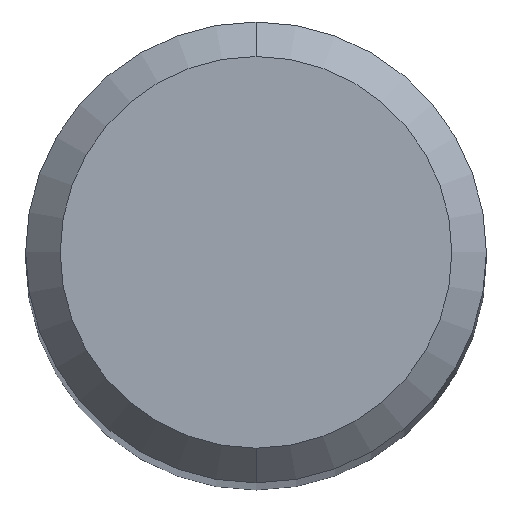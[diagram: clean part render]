
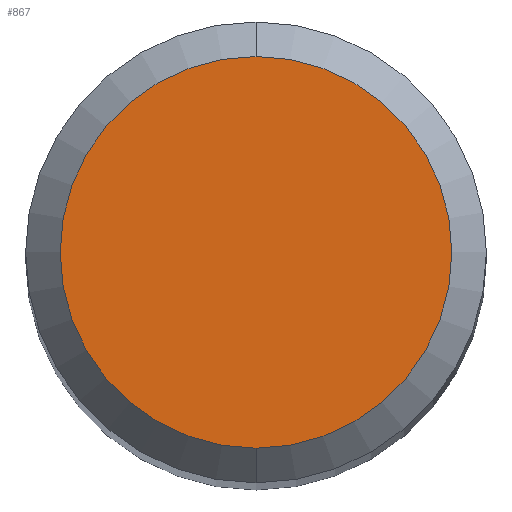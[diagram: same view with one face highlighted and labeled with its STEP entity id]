
A CAD part, top view. The second image highlights one B-rep face of the part: STEP entity #867.
In plain terms, the highlighted planar face has unit normal (0, 0, 1).
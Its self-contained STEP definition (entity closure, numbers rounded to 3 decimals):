
#387=EDGE_CURVE('',#517,#883,#985,.T.);
#517=VERTEX_POINT('',#1127);
#867=ADVANCED_FACE('',(#1516),#1517,.T.);
#883=VERTEX_POINT('',#1533);
#885=EDGE_CURVE('',#883,#517,#1535,.T.);
#985=CIRCLE('',#1759,1.7);
#1127=CARTESIAN_POINT('',(0.,-1.7,0.0));
#1516=FACE_OUTER_BOUND('',#4252,.T.);
#1517=PLANE('',#4253);
#1533=CARTESIAN_POINT('',(0.0,1.7,0.0));
#1535=CIRCLE('',#4309,1.7);
#1759=AXIS2_PLACEMENT_3D('',#4369,#4370,#4371);
#4252=EDGE_LOOP('',(#4996,#4997));
#4253=AXIS2_PLACEMENT_3D('',#4998,#4999,#5000);
#4309=AXIS2_PLACEMENT_3D('',#5005,#5006,#5007);
#4369=CARTESIAN_POINT('',(0.0,0.0,0.0));
#4370=DIRECTION('',(0.0,0.0,-1.0));
#4371=DIRECTION('',(0.0,1.0,0.0));
#4996=ORIENTED_EDGE('',*,*,#885,.F.);
#4997=ORIENTED_EDGE('',*,*,#387,.F.);
#4998=CARTESIAN_POINT('',(0.0,0.85,0.0));
#4999=DIRECTION('',(-0.0,0.0,1.0));
#5000=DIRECTION('',(0.0,-1.0,0.0));
#5005=CARTESIAN_POINT('',(0.0,0.0,0.0));
#5006=DIRECTION('',(0.0,0.0,-1.0));
#5007=DIRECTION('',(0.0,1.0,0.0));
